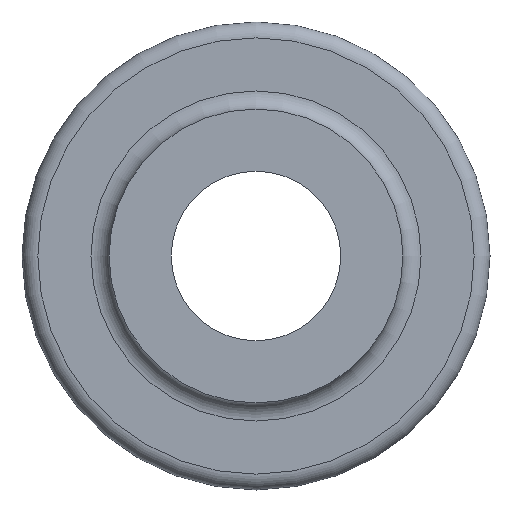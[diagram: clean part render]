
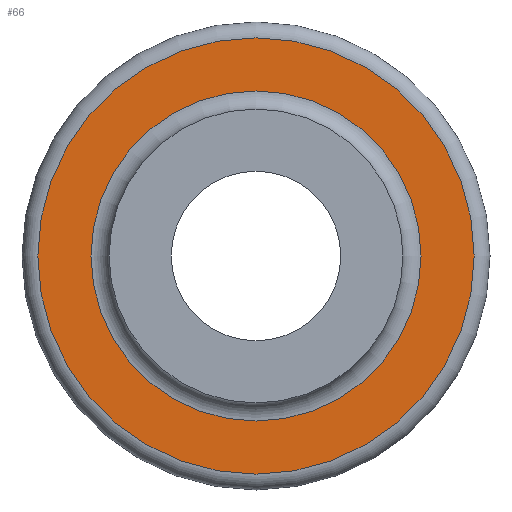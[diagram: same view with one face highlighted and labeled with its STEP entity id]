
A CAD part, front view. The second image highlights one B-rep face of the part: STEP entity #66.
In plain terms, the highlighted planar face has unit normal (0, -1, 0).
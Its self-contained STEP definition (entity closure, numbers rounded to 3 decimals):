
#66=ADVANCED_FACE('',(#112,#113),#102,.F.);
#102=PLANE('',#450);
#112=FACE_BOUND('',#186,.T.);
#113=FACE_BOUND('',#187,.T.);
#186=EDGE_LOOP('',(#260));
#187=EDGE_LOOP('',(#261));
#260=ORIENTED_EDGE('',*,*,#371,.T.);
#261=ORIENTED_EDGE('',*,*,#372,.T.);
#334=VERTEX_POINT('',#678);
#335=VERTEX_POINT('',#680);
#371=EDGE_CURVE('',#334,#334,#408,.T.);
#372=EDGE_CURVE('',#335,#335,#409,.T.);
#408=CIRCLE('',#448,3.65);
#409=CIRCLE('',#449,4.825);
#448=AXIS2_PLACEMENT_3D('',#677,#530,#531);
#449=AXIS2_PLACEMENT_3D('',#679,#532,#533);
#450=AXIS2_PLACEMENT_3D('',#681,#534,#535);
#530=DIRECTION('',(0.,1.,0.));
#531=DIRECTION('',(0.,0.,1.));
#532=DIRECTION('',(0.,-1.,0.));
#533=DIRECTION('',(0.,0.,1.));
#534=DIRECTION('',(0.,1.,0.));
#535=DIRECTION('',(0.,0.,1.));
#677=CARTESIAN_POINT('',(0.,9.154,0.026));
#678=CARTESIAN_POINT('',(0.,9.154,3.676));
#679=CARTESIAN_POINT('',(0.,9.154,0.026));
#680=CARTESIAN_POINT('',(0.,9.154,4.851));
#681=CARTESIAN_POINT('',(0.,9.154,4.076));
